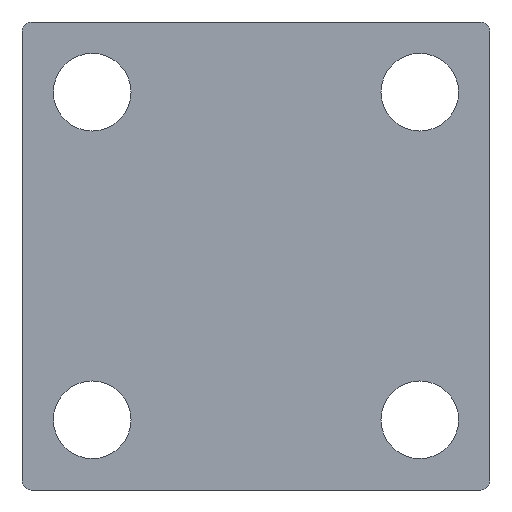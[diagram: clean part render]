
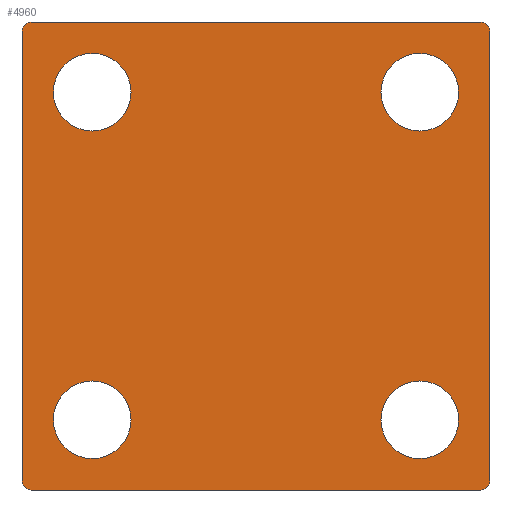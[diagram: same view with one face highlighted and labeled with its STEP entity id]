
A CAD part, front view. The second image highlights one B-rep face of the part: STEP entity #4960.
In plain terms, the highlighted planar face has unit normal (0, -1, 0).
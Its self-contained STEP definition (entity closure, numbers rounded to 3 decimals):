
#120=CARTESIAN_POINT('',(39.15,-8.,35.));
#130=VERTEX_POINT('',#120);
#160=CARTESIAN_POINT('',(35.,-8.,35.));
#170=DIRECTION('',(0.,1.,0.));
#180=DIRECTION('',(-1.,0.,0.));
#190=AXIS2_PLACEMENT_3D('',#160,#170,#180);
#200=CIRCLE('',#190,4.15);
#210=CARTESIAN_POINT('',(30.85,-8.,35.));
#220=VERTEX_POINT('',#210);
#230=EDGE_CURVE('',#130,#220,#200,.T.);
#540=CARTESIAN_POINT('',(30.85,-8.,0.));
#550=VERTEX_POINT('',#540);
#580=CARTESIAN_POINT('',(35.,-8.,0.));
#590=DIRECTION('',(0.,1.,0.));
#600=DIRECTION('',(-1.,0.,0.));
#610=AXIS2_PLACEMENT_3D('',#580,#590,#600);
#620=CIRCLE('',#610,4.15);
#630=CARTESIAN_POINT('',(39.15,-8.,0.));
#640=VERTEX_POINT('',#630);
#650=EDGE_CURVE('',#550,#640,#620,.T.);
#960=CARTESIAN_POINT('',(4.15,-8.,35.));
#970=VERTEX_POINT('',#960);
#1000=CARTESIAN_POINT('',(0.,-8.,35.));
#1010=DIRECTION('',(0.,1.,0.));
#1020=DIRECTION('',(-1.,0.,0.));
#1030=AXIS2_PLACEMENT_3D('',#1000,#1010,#1020);
#1040=CIRCLE('',#1030,4.15);
#1050=CARTESIAN_POINT('',(-4.15,-8.,35.));
#1060=VERTEX_POINT('',#1050);
#1070=EDGE_CURVE('',#970,#1060,#1040,.T.);
#1380=CARTESIAN_POINT('',(-4.15,-8.,0.));
#1390=VERTEX_POINT('',#1380);
#1420=CARTESIAN_POINT('',(0.,-8.,0.
));
#1430=DIRECTION('',(0.,1.,0.));
#1440=DIRECTION('',(-1.,0.,0.));
#1450=AXIS2_PLACEMENT_3D('',#1420,#1430,#1440);
#1460=CIRCLE('',#1450,4.15);
#1470=CARTESIAN_POINT('',(4.15,-8.,0.));
#1480=VERTEX_POINT('',#1470);
#1490=EDGE_CURVE('',#1390,#1480,#1460,.T.);
#1740=CARTESIAN_POINT('',(-6.5,-8.,-6.5));
#1750=DIRECTION('',(0.,1.,0.));
#1760=DIRECTION('',(-1.,0.,0.));
#1770=AXIS2_PLACEMENT_3D('',#1740,#1750,#1760);
#1780=CIRCLE('',#1770,1.);
#1790=CARTESIAN_POINT('',(-6.5,-8.,-7.5));
#1800=VERTEX_POINT('',#1790);
#1810=CARTESIAN_POINT('',(-7.5,-8.,-6.5));
#1820=VERTEX_POINT('',#1810);
#1830=EDGE_CURVE('',#1800,#1820,#1780,.T.);
#2290=CARTESIAN_POINT('',(-7.5,-8.,41.5));
#2300=VERTEX_POINT('',#2290);
#2330=CARTESIAN_POINT('',(-7.5,-8.,0.));
#2340=DIRECTION('',(0.,0.,1.));
#2350=VECTOR('',#2340,1.);
#2360=LINE('',#2330,#2350);
#2370=EDGE_CURVE('',#1820,#2300,#2360,.T.);
#2470=CARTESIAN_POINT('',(-6.5,-8.,41.5));
#2480=DIRECTION('',(0.,1.,0.));
#2490=DIRECTION('',(-1.,0.,0.));
#2500=AXIS2_PLACEMENT_3D('',#2470,#2480,#2490);
#2510=CIRCLE('',#2500,1.);
#2520=CARTESIAN_POINT('',(-6.5,-8.,42.5));
#2530=VERTEX_POINT('',#2520);
#2540=EDGE_CURVE('',#2300,#2530,#2510,.T.);
#2930=CARTESIAN_POINT('',(41.5,-8.,42.5));
#2940=VERTEX_POINT('',#2930);
#2970=CARTESIAN_POINT('',(0.,-8.,42.5));
#2980=DIRECTION('',(1.,0.,0.));
#2990=VECTOR('',#2980,1.);
#3000=LINE('',#2970,#2990);
#3010=EDGE_CURVE('',#2530,#2940,#3000,.T.);
#3110=CARTESIAN_POINT('',(41.5,-8.,41.5));
#3120=DIRECTION('',(0.,1.,0.));
#3130=DIRECTION('',(-1.,0.,0.));
#3140=AXIS2_PLACEMENT_3D('',#3110,#3120,#3130);
#3150=CIRCLE('',#3140,1.);
#3160=CARTESIAN_POINT('',(42.5,-8.,41.5));
#3170=VERTEX_POINT('',#3160);
#3180=EDGE_CURVE('',#2940,#3170,#3150,.T.);
#3570=CARTESIAN_POINT('',(42.5,-8.,-6.5));
#3580=VERTEX_POINT('',#3570);
#3610=CARTESIAN_POINT('',(42.5,-8.,0.));
#3620=DIRECTION('',(0.,0.,-1.));
#3630=VECTOR('',#3620,1.);
#3640=LINE('',#3610,#3630);
#3650=EDGE_CURVE('',#3170,#3580,#3640,.T.);
#3750=CARTESIAN_POINT('',(41.5,-8.,-6.5));
#3760=DIRECTION('',(0.,1.,0.));
#3770=DIRECTION('',(-1.,0.,0.));
#3780=AXIS2_PLACEMENT_3D('',#3750,#3760,#3770);
#3790=CIRCLE('',#3780,1.);
#3800=CARTESIAN_POINT('',(41.5,-8.,-7.5));
#3810=VERTEX_POINT('',#3800);
#3820=EDGE_CURVE('',#3580,#3810,#3790,.T.);
#4160=CARTESIAN_POINT('',(0.,-8.,-7.5));
#4170=DIRECTION('',(-1.,0.,0.));
#4180=VECTOR('',#4170,1.);
#4190=LINE('',#4160,#4180);
#4200=EDGE_CURVE('',#3810,#1800,#4190,.T.);
#4610=CARTESIAN_POINT('',(-8.,-8.,-8.));
#4620=DIRECTION('',(-0.,-1.,-0.));
#4630=DIRECTION('',(-1.,0.,0.));
#4640=AXIS2_PLACEMENT_3D('',#4610,#4620,#4630);
#4650=PLANE('',#4640);
#4660=ORIENTED_EDGE('',*,*,#2370,.F.);
#4670=ORIENTED_EDGE('',*,*,#2540,.F.);
#4680=ORIENTED_EDGE('',*,*,#3010,.F.);
#4690=ORIENTED_EDGE('',*,*,#3180,.F.);
#4700=ORIENTED_EDGE('',*,*,#3650,.F.);
#4710=ORIENTED_EDGE('',*,*,#3820,.F.);
#4720=ORIENTED_EDGE('',*,*,#4200,.F.);
#4730=ORIENTED_EDGE('',*,*,#1830,.F.);
#4740=EDGE_LOOP('',(#4730,#4720,#4710,#4700,#4690,#4680,#4670,#4660));
#4750=FACE_OUTER_BOUND('',#4740,.T.);
#4760=ORIENTED_EDGE('',*,*,#230,.T.);
#4770=EDGE_CURVE('',#220,#130,#200,.T.);
#4780=ORIENTED_EDGE('',*,*,#4770,.T.);
#4790=EDGE_LOOP('',(#4780,#4760));
#4800=FACE_BOUND('',#4790,.T.);
#4810=ORIENTED_EDGE('',*,*,#650,.T.);
#4820=EDGE_CURVE('',#640,#550,#620,.T.);
#4830=ORIENTED_EDGE('',*,*,#4820,.T.);
#4840=EDGE_LOOP('',(#4830,#4810));
#4850=FACE_BOUND('',#4840,.T.);
#4860=EDGE_CURVE('',#1060,#970,#1040,.T.);
#4870=ORIENTED_EDGE('',*,*,#4860,.T.);
#4880=ORIENTED_EDGE('',*,*,#1070,.T.);
#4890=EDGE_LOOP('',(#4880,#4870));
#4900=FACE_BOUND('',#4890,.T.);
#4910=EDGE_CURVE('',#1480,#1390,#1460,.T.);
#4920=ORIENTED_EDGE('',*,*,#4910,.T.);
#4930=ORIENTED_EDGE('',*,*,#1490,.T.);
#4940=EDGE_LOOP('',(#4930,#4920));
#4950=FACE_BOUND('',#4940,.T.);
#4960=ADVANCED_FACE('',(#4750,#4800,#4850,#4900,#4950),#4650,.T.);
